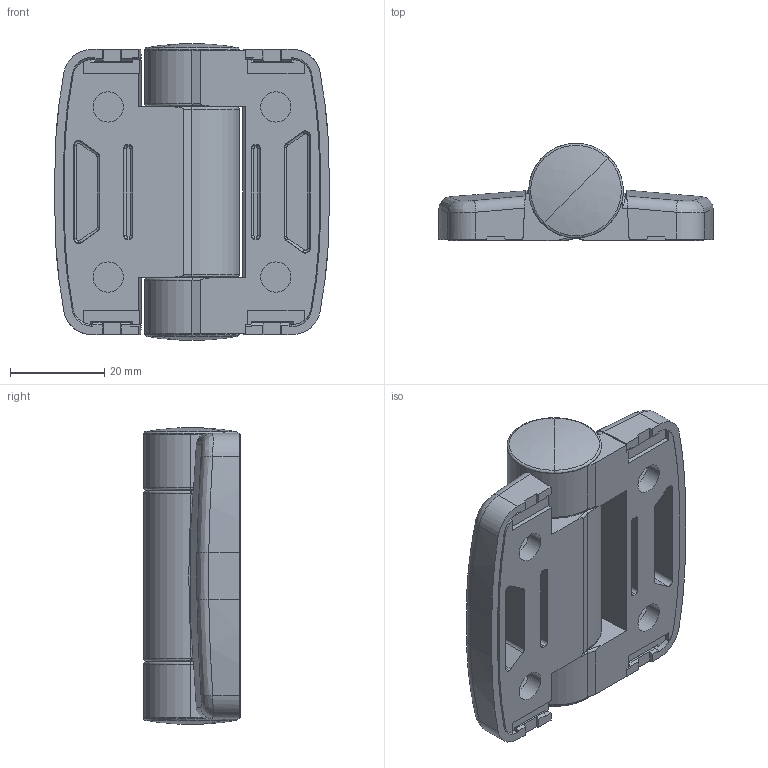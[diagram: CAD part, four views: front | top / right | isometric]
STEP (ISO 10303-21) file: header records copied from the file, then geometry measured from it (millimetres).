
FILE_DESCRIPTION (( 'STEP AP214' ), '1' );
FILE_NAME ('095sr3030a00.STEP', '2014-10-01T09:36:16', ( 'Not-Admin' ), ( 'Hewlett-Packard Company' ), 'SwSTEP 2.0', 'SolidWorks 2014', '' );
FILE_SCHEMA (( 'AUTOMOTIVE_DESIGN' ));
Length unit declared in the file: millimetre
Products named in the file (1): 095sr3030a00
Bounding box: 58 x 20.5 x 62.8 mm (x, y, z)
Volume: 34496.6 mm3; surface area: 30879.4 mm2
Topology: 13 solids, 13 shells, 1318 faces, 3283 edges, 1953 vertices
Faces by surface type: bspline 576, cylinder 373, plane 326, cone 43
Entity records: 66351 total; most frequent: CARTESIAN_POINT 23943, ORIENTED_EDGE 6466, DIRECTION 5201, EDGE_CURVE 3233, AXIS2_PLACEMENT_3D 2050, VERTEX_POINT 1953, EDGE_LOOP 1360, UNCERTAINTY_MEASURE_WITH_UNIT 1333
